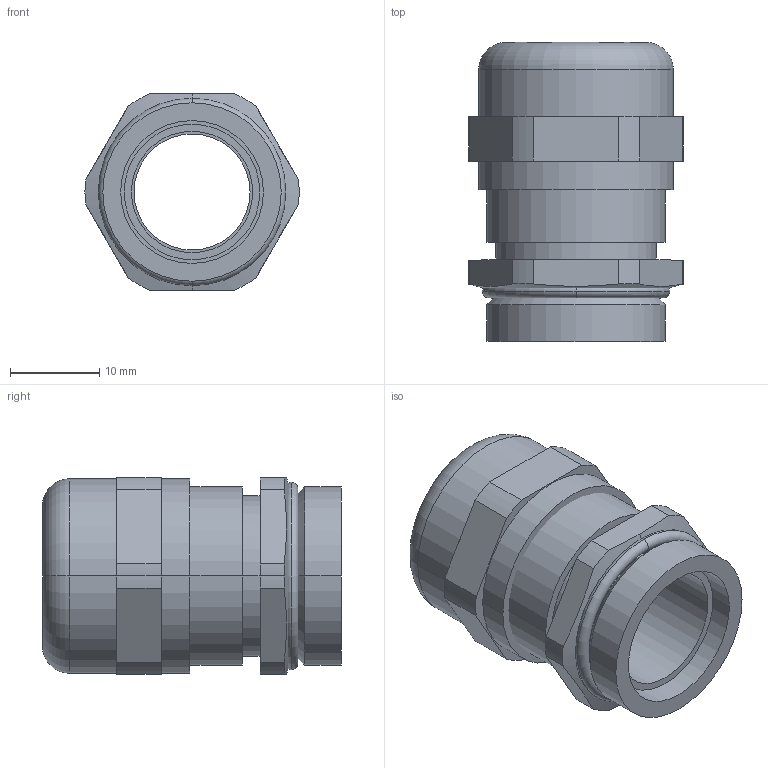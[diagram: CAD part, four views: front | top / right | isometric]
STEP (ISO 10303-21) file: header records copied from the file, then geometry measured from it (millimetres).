
FILE_DESCRIPTION (( 'STEP AP214' ), '1' );
FILE_NAME ('2086030.stp', '2020-01-09T14:49:45', ( '' ), ( '' ), 'SwSTEP 2.0', 'SolidWorks 2018', '' );
FILE_SCHEMA (( 'AUTOMOTIVE_DESIGN' ));
Length unit declared in the file: millimetre
Products named in the file (6): 012463_M20 2086169; 012279_M20 2086169; 011359_M20 2086030; 011344_M20 2086169; EV743_M20; 2086030
Assembly tree (5 placements, depth 2):
  2086030
    011359_M20 2086030
    EV743_M20
    012279_M20 2086169
    012463_M20 2086169
    011344_M20 2086169
Bounding box: 23.99 x 33.5 x 22 mm (x, y, z)
Volume: 6548.9 mm3; surface area: 9474.5 mm2
Topology: 5 solids, 5 shells, 92 faces, 210 edges, 132 vertices
Faces by surface type: cylinder 42, plane 26, cone 16, torus 8
Entity records: 2916 total; most frequent: DIRECTION 516, CARTESIAN_POINT 474, ORIENTED_EDGE 420, AXIS2_PLACEMENT_3D 214, EDGE_CURVE 210, VERTEX_POINT 132, CIRCLE 114, EDGE_LOOP 106
